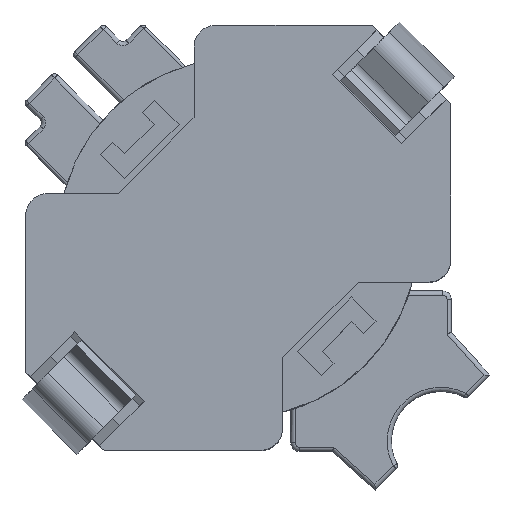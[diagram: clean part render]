
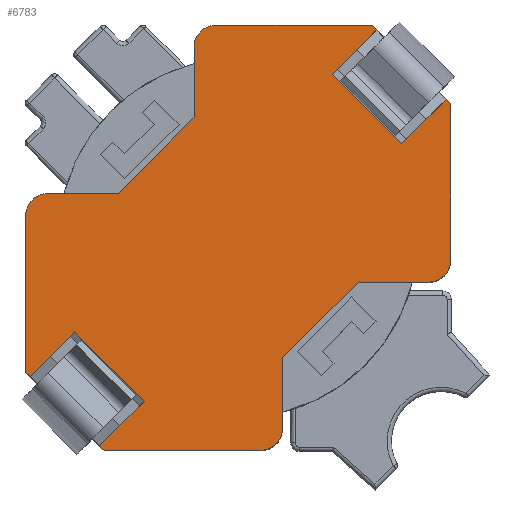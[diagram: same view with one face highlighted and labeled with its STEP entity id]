
A CAD part, top view. The second image highlights one B-rep face of the part: STEP entity #6783.
In plain terms, the highlighted face is planar.
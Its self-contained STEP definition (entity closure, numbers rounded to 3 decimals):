
#185=PLANE('',#9175);
#433=LINE('',#12161,#1109);
#443=LINE('',#12182,#1119);
#448=LINE('',#12191,#1124);
#449=LINE('',#12193,#1125);
#455=LINE('',#12206,#1131);
#465=LINE('',#12226,#1141);
#467=LINE('',#12230,#1143);
#469=LINE('',#12234,#1145);
#473=LINE('',#12242,#1149);
#475=LINE('',#12246,#1151);
#480=LINE('',#12257,#1156);
#483=LINE('',#12263,#1159);
#486=LINE('',#12268,#1162);
#491=LINE('',#12278,#1167);
#494=LINE('',#12284,#1170);
#499=LINE('',#12293,#1175);
#507=LINE('',#12326,#1183);
#508=LINE('',#12327,#1184);
#509=LINE('',#12329,#1185);
#510=LINE('',#12330,#1186);
#1109=VECTOR('',#10023,1000.);
#1119=VECTOR('',#10035,1000.);
#1124=VECTOR('',#10048,1000.);
#1125=VECTOR('',#10051,1000.);
#1131=VECTOR('',#10059,1000.);
#1141=VECTOR('',#10077,1000.);
#1143=VECTOR('',#10081,1000.);
#1145=VECTOR('',#10085,1000.);
#1149=VECTOR('',#10091,1000.);
#1151=VECTOR('',#10095,1000.);
#1156=VECTOR('',#10102,1000.);
#1159=VECTOR('',#10107,1000.);
#1162=VECTOR('',#10112,1000.);
#1167=VECTOR('',#10119,1000.);
#1170=VECTOR('',#10124,1000.);
#1175=VECTOR('',#10131,1000.);
#1183=VECTOR('',#10175,1000.);
#1184=VECTOR('',#10176,1000.);
#1185=VECTOR('',#10179,1000.);
#1186=VECTOR('',#10180,1000.);
#2077=ORIENTED_EDGE('',*,*,#3893,.T.);
#2078=ORIENTED_EDGE('',*,*,#3848,.T.);
#2079=ORIENTED_EDGE('',*,*,#3906,.T.);
#2080=ORIENTED_EDGE('',*,*,#3900,.T.);
#2081=ORIENTED_EDGE('',*,*,#3903,.T.);
#2082=ORIENTED_EDGE('',*,*,#3844,.T.);
#2083=ORIENTED_EDGE('',*,*,#3889,.T.);
#2084=ORIENTED_EDGE('',*,*,#3940,.T.);
#2085=ORIENTED_EDGE('',*,*,#3853,.F.);
#2086=ORIENTED_EDGE('',*,*,#3868,.F.);
#2087=ORIENTED_EDGE('',*,*,#3863,.T.);
#2088=ORIENTED_EDGE('',*,*,#3939,.T.);
#2089=ORIENTED_EDGE('',*,*,#3887,.T.);
#2090=ORIENTED_EDGE('',*,*,#3840,.T.);
#2091=ORIENTED_EDGE('',*,*,#3914,.F.);
#2092=ORIENTED_EDGE('',*,*,#3911,.F.);
#2093=ORIENTED_EDGE('',*,*,#3919,.F.);
#2094=ORIENTED_EDGE('',*,*,#3836,.T.);
#2095=ORIENTED_EDGE('',*,*,#3895,.T.);
#2096=ORIENTED_EDGE('',*,*,#3937,.F.);
#2097=ORIENTED_EDGE('',*,*,#3875,.T.);
#2098=ORIENTED_EDGE('',*,*,#3885,.T.);
#2099=ORIENTED_EDGE('',*,*,#3869,.F.);
#2100=ORIENTED_EDGE('',*,*,#3938,.F.);
#3836=EDGE_CURVE('',#4822,#4823,#5403,.T.);
#3840=EDGE_CURVE('',#4826,#4827,#5405,.T.);
#3844=EDGE_CURVE('',#4830,#4831,#5407,.T.);
#3848=EDGE_CURVE('',#4834,#4835,#5409,.T.);
#3853=EDGE_CURVE('',#4839,#4840,#433,.T.);
#3863=EDGE_CURVE('',#4845,#4849,#443,.T.);
#3868=EDGE_CURVE('',#4845,#4839,#448,.T.);
#3869=EDGE_CURVE('',#4850,#4851,#449,.T.);
#3875=EDGE_CURVE('',#4856,#4857,#455,.T.);
#3885=EDGE_CURVE('',#4857,#4851,#465,.T.);
#3887=EDGE_CURVE('',#4863,#4826,#467,.T.);
#3889=EDGE_CURVE('',#4831,#4864,#469,.T.);
#3893=EDGE_CURVE('',#4867,#4834,#473,.T.);
#3895=EDGE_CURVE('',#4823,#4868,#475,.T.);
#3900=EDGE_CURVE('',#4873,#4872,#480,.T.);
#3903=EDGE_CURVE('',#4872,#4830,#483,.T.);
#3906=EDGE_CURVE('',#4835,#4873,#486,.T.);
#3911=EDGE_CURVE('',#4878,#4880,#491,.T.);
#3914=EDGE_CURVE('',#4880,#4827,#494,.T.);
#3919=EDGE_CURVE('',#4822,#4878,#499,.T.);
#3937=EDGE_CURVE('',#4856,#4868,#507,.T.);
#3938=EDGE_CURVE('',#4867,#4850,#508,.T.);
#3939=EDGE_CURVE('',#4849,#4863,#509,.T.);
#3940=EDGE_CURVE('',#4864,#4840,#510,.T.);
#4822=VERTEX_POINT('',#12123);
#4823=VERTEX_POINT('',#12124);
#4826=VERTEX_POINT('',#12132);
#4827=VERTEX_POINT('',#12133);
#4830=VERTEX_POINT('',#12141);
#4831=VERTEX_POINT('',#12142);
#4834=VERTEX_POINT('',#12150);
#4835=VERTEX_POINT('',#12151);
#4839=VERTEX_POINT('',#12160);
#4840=VERTEX_POINT('',#12162);
#4845=VERTEX_POINT('',#12173);
#4849=VERTEX_POINT('',#12181);
#4850=VERTEX_POINT('',#12194);
#4851=VERTEX_POINT('',#12195);
#4856=VERTEX_POINT('',#12207);
#4857=VERTEX_POINT('',#12208);
#4863=VERTEX_POINT('',#12231);
#4864=VERTEX_POINT('',#12235);
#4867=VERTEX_POINT('',#12243);
#4868=VERTEX_POINT('',#12247);
#4872=VERTEX_POINT('',#12256);
#4873=VERTEX_POINT('',#12258);
#4878=VERTEX_POINT('',#12276);
#4880=VERTEX_POINT('',#12279);
#5403=CIRCLE('',#9123,1.27);
#5405=CIRCLE('',#9126,1.27);
#5407=CIRCLE('',#9129,1.27);
#5409=CIRCLE('',#9132,1.27);
#5769=EDGE_LOOP('',(#2077,#2078,#2079,#2080,#2081,#2082,#2083,#2084,#2085,
#2086,#2087,#2088,#2089,#2090,#2091,#2092,#2093,#2094,#2095,#2096,#2097,
#2098,#2099,#2100));
#6207=FACE_BOUND('',#5769,.T.);
#6783=ADVANCED_FACE('',(#6207),#185,.T.);
#9123=AXIS2_PLACEMENT_3D('',#12122,#9990,#9991);
#9126=AXIS2_PLACEMENT_3D('',#12131,#9998,#9999);
#9129=AXIS2_PLACEMENT_3D('',#12140,#10006,#10007);
#9132=AXIS2_PLACEMENT_3D('',#12149,#10014,#10015);
#9175=AXIS2_PLACEMENT_3D('',#12331,#10181,#10182);
#9990=DIRECTION('',(0.,1.,0.));
#9991=DIRECTION('',(0.707,0.,-0.707));
#9998=DIRECTION('',(0.,1.,0.));
#9999=DIRECTION('',(0.707,0.,-0.707));
#10006=DIRECTION('',(0.,1.,0.));
#10007=DIRECTION('',(0.707,0.,-0.707));
#10014=DIRECTION('',(0.,1.,0.));
#10015=DIRECTION('',(0.707,0.,-0.707));
#10023=DIRECTION('',(0.707,0.,-0.707));
#10035=DIRECTION('',(0.707,0.,-0.707));
#10048=DIRECTION('',(0.707,0.,0.707));
#10051=DIRECTION('',(0.707,0.,-0.707));
#10059=DIRECTION('',(0.707,0.,-0.707));
#10077=DIRECTION('',(0.707,0.,0.707));
#10081=DIRECTION('',(-1.,0.,0.));
#10085=DIRECTION('',(0.,0.,-1.));
#10091=DIRECTION('',(1.,0.,0.));
#10095=DIRECTION('',(0.,0.,1.));
#10102=DIRECTION('',(0.707,0.,-0.707));
#10107=DIRECTION('',(1.,0.,0.));
#10112=DIRECTION('',(0.,0.,-1.));
#10119=DIRECTION('',(0.707,0.,-0.707));
#10124=DIRECTION('',(0.,0.,-1.));
#10131=DIRECTION('',(1.,0.,0.));
#10175=DIRECTION('',(-0.707,0.,-0.707));
#10176=DIRECTION('',(-0.707,0.,-0.707));
#10179=DIRECTION('',(-0.707,0.,-0.707));
#10180=DIRECTION('',(-0.707,0.,-0.707));
#10181=DIRECTION('',(0.,1.,0.));
#10182=DIRECTION('',(0.707,0.,-0.707));
#12122=CARTESIAN_POINT('',(-11.082,19.25,-1.298));
#12123=CARTESIAN_POINT('',(-11.082,19.25,-2.568));
#12124=CARTESIAN_POINT('',(-12.352,19.25,-1.298));
#12131=CARTESIAN_POINT('',(-1.295,19.25,-11.085));
#12132=CARTESIAN_POINT('',(-1.295,19.25,-12.355));
#12133=CARTESIAN_POINT('',(-2.565,19.25,-11.085));
#12140=CARTESIAN_POINT('',(11.092,19.25,1.302));
#12141=CARTESIAN_POINT('',(11.092,19.25,2.572));
#12142=CARTESIAN_POINT('',(12.362,19.25,1.302));
#12149=CARTESIAN_POINT('',(1.305,19.25,11.089));
#12150=CARTESIAN_POINT('',(1.305,19.25,12.359));
#12151=CARTESIAN_POINT('',(2.575,19.25,11.089));
#12160=CARTESIAN_POINT('',(9.512,19.25,-5.468));
#12161=CARTESIAN_POINT('',(12.1,19.25,-8.056));
#12162=CARTESIAN_POINT('',(12.1,19.25,-8.056));
#12173=CARTESIAN_POINT('',(5.481,19.25,-9.498));
#12181=CARTESIAN_POINT('',(8.069,19.25,-12.086));
#12182=CARTESIAN_POINT('',(8.069,19.25,-12.086));
#12191=CARTESIAN_POINT('',(5.481,19.25,-9.498));
#12193=CARTESIAN_POINT('',(-8.053,19.25,12.097));
#12194=CARTESIAN_POINT('',(-8.053,19.25,12.097));
#12195=CARTESIAN_POINT('',(-5.465,19.25,9.509));
#12206=CARTESIAN_POINT('',(-12.083,19.25,8.066));
#12207=CARTESIAN_POINT('',(-12.083,19.25,8.066));
#12208=CARTESIAN_POINT('',(-9.495,19.25,5.478));
#12226=CARTESIAN_POINT('',(-9.495,19.25,5.478));
#12230=CARTESIAN_POINT('',(-2.565,19.25,-12.355));
#12231=CARTESIAN_POINT('',(7.801,19.25,-12.355));
#12234=CARTESIAN_POINT('',(12.362,19.25,2.572));
#12235=CARTESIAN_POINT('',(12.362,19.25,-7.794));
#12242=CARTESIAN_POINT('',(2.575,19.25,12.359));
#12243=CARTESIAN_POINT('',(-7.791,19.25,12.359));
#12246=CARTESIAN_POINT('',(-12.352,19.25,-2.568));
#12247=CARTESIAN_POINT('',(-12.352,19.25,7.798));
#12256=CARTESIAN_POINT('',(6.988,19.25,2.572));
#12257=CARTESIAN_POINT('',(-5.295,19.25,14.855));
#12258=CARTESIAN_POINT('',(2.575,19.25,6.985));
#12263=CARTESIAN_POINT('',(-17.535,19.25,2.572));
#12268=CARTESIAN_POINT('',(2.575,19.25,2.615));
#12276=CARTESIAN_POINT('',(-6.978,19.25,-2.568));
#12278=CARTESIAN_POINT('',(-14.848,19.25,5.302));
#12279=CARTESIAN_POINT('',(-2.565,19.25,-6.981));
#12284=CARTESIAN_POINT('',(-2.565,19.25,2.615));
#12293=CARTESIAN_POINT('',(-17.535,19.25,-2.568));
#12326=CARTESIAN_POINT('',(-2.608,19.25,17.542));
#12327=CARTESIAN_POINT('',(-2.608,19.25,17.542));
#12329=CARTESIAN_POINT('',(17.545,19.25,-2.611));
#12330=CARTESIAN_POINT('',(17.545,19.25,-2.611));
#12331=CARTESIAN_POINT('',(-2.608,19.25,17.542));
